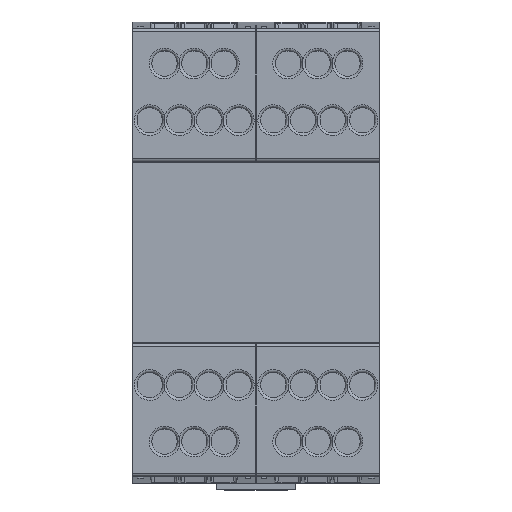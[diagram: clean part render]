
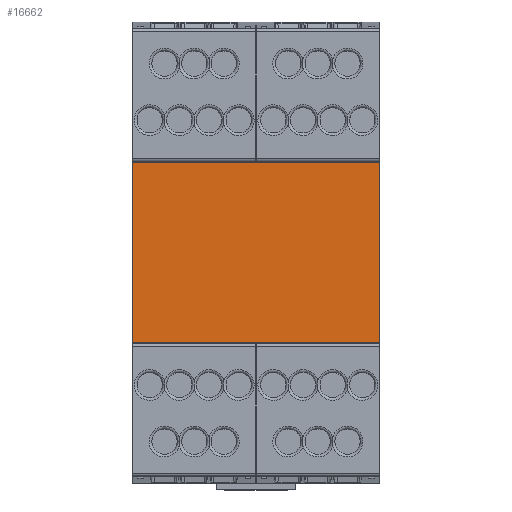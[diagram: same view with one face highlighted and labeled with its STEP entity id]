
A CAD part, top view. The second image highlights one B-rep face of the part: STEP entity #16662.
In plain terms, the highlighted planar face has unit normal (0, 0, 1).
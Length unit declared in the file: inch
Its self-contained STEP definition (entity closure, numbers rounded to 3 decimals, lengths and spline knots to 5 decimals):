
#1041 = AXIS2_PLACEMENT_3D ( 'NONE', #33983, #55886, #38538 ) ;
#3023 = ORIENTED_EDGE ( 'NONE', *, *, #28670, .F. ) ;
#3659 = CARTESIAN_POINT ( 'NONE',  ( 0.88583, -0.64764, 4.64567 ) ) ;
#3695 = LINE ( 'NONE', #41464, #5700 ) ;
#5700 = VECTOR ( 'NONE', #45833, 39.37008 ) ;
#8029 = EDGE_CURVE ( 'NONE', #13533, #34649, #3695, .T. ) ;
#12273 = VECTOR ( 'NONE', #52124, 39.37008 ) ;
#13533 = VERTEX_POINT ( 'NONE', #3659 ) ;
#16662 = ADVANCED_FACE ( 'NONE', ( #49684 ), #29544, .F. ) ;
#18213 = CARTESIAN_POINT ( 'NONE',  ( 0.88583, 0.64764, 4.64567 ) ) ;
#21612 = LINE ( 'NONE', #55701, #42104 ) ;
#23888 = CARTESIAN_POINT ( 'NONE',  ( -0.88583, -0.64764, 4.64567 ) ) ;
#27338 = EDGE_LOOP ( 'NONE', ( #53917, #39090, #53863, #3023 ) ) ;
#28670 = EDGE_CURVE ( 'NONE', #34587, #32755, #21612, .T. ) ;
#29544 = PLANE ( 'NONE',  #1041 ) ;
#31135 = CARTESIAN_POINT ( 'NONE',  ( 0.88583, 1.5748, 4.64567 ) ) ;
#32755 = VERTEX_POINT ( 'NONE', #18213 ) ;
#33983 = CARTESIAN_POINT ( 'NONE',  ( 0., 0., 4.64567 ) ) ;
#34164 = DIRECTION ( 'NONE',  ( 1., 0., 0. ) ) ;
#34587 = VERTEX_POINT ( 'NONE', #50197 ) ;
#34649 = VERTEX_POINT ( 'NONE', #23888 ) ;
#38480 = EDGE_CURVE ( 'NONE', #34649, #34587, #39057, .T. ) ;
#38538 = DIRECTION ( 'NONE',  ( -1., 0., 0. ) ) ;
#39057 = LINE ( 'NONE', #46472, #45882 ) ;
#39090 = ORIENTED_EDGE ( 'NONE', *, *, #8029, .F. ) ;
#39217 = EDGE_CURVE ( 'NONE', #32755, #13533, #47187, .T. ) ;
#41464 = CARTESIAN_POINT ( 'NONE',  ( -0.88583, -0.64764, 4.64567 ) ) ;
#42104 = VECTOR ( 'NONE', #34164, 39.37008 ) ;
#45833 = DIRECTION ( 'NONE',  ( -1., 0., 0. ) ) ;
#45882 = VECTOR ( 'NONE', #50859, 39.37008 ) ;
#46472 = CARTESIAN_POINT ( 'NONE',  ( -0.88583, 0., 4.64567 ) ) ;
#47187 = LINE ( 'NONE', #31135, #12273 ) ;
#49684 = FACE_OUTER_BOUND ( 'NONE', #27338, .T. ) ;
#50197 = CARTESIAN_POINT ( 'NONE',  ( -0.88583, 0.64764, 4.64567 ) ) ;
#50859 = DIRECTION ( 'NONE',  ( 0., 1., 0. ) ) ;
#52124 = DIRECTION ( 'NONE',  ( 0., -1., 0. ) ) ;
#53863 = ORIENTED_EDGE ( 'NONE', *, *, #39217, .F. ) ;
#53917 = ORIENTED_EDGE ( 'NONE', *, *, #38480, .F. ) ;
#55701 = CARTESIAN_POINT ( 'NONE',  ( 0., 0.64764, 4.64567 ) ) ;
#55886 = DIRECTION ( 'NONE',  ( 0., 0., -1. ) ) ;
